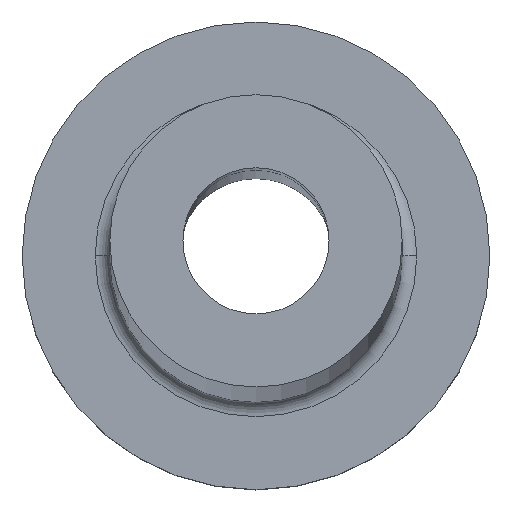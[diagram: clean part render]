
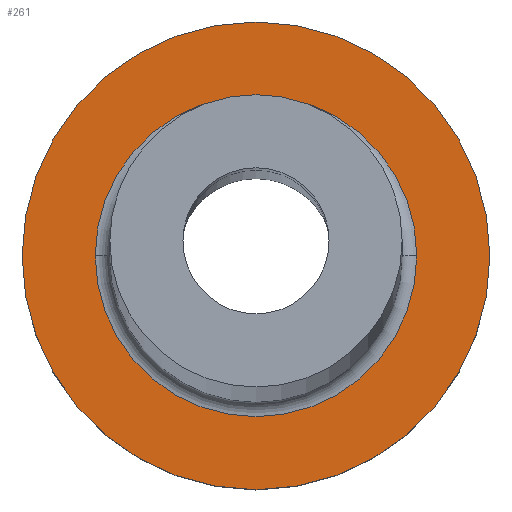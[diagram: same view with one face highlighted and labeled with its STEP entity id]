
A CAD part, top view. The second image highlights one B-rep face of the part: STEP entity #261.
In plain terms, the highlighted planar face has unit normal (0, 0, 1).
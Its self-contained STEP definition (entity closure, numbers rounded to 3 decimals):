
#13 = AXIS2_PLACEMENT_3D ( 'NONE', #280, #84, #206 ) ;
#19 = VERTEX_POINT ( 'NONE', #288 ) ;
#30 = VERTEX_POINT ( 'NONE', #402 ) ;
#52 = AXIS2_PLACEMENT_3D ( 'NONE', #71, #77, #271 ) ;
#63 = AXIS2_PLACEMENT_3D ( 'NONE', #287, #154, #241 ) ;
#71 = CARTESIAN_POINT ( 'NONE',  ( 0., 0., 5. ) ) ;
#72 = VERTEX_POINT ( 'NONE', #155 ) ;
#77 = DIRECTION ( 'NONE',  ( 0., 0., 1. ) ) ;
#82 = CARTESIAN_POINT ( 'NONE',  ( -5.5, 0., 5. ) ) ;
#84 = DIRECTION ( 'NONE',  ( 0., 0., -1. ) ) ;
#152 = EDGE_CURVE ( 'NONE', #422, #30, #366, .T. ) ;
#154 = DIRECTION ( 'NONE',  ( 0., 0., 1. ) ) ;
#155 = CARTESIAN_POINT ( 'NONE',  ( -8., 0., 5. ) ) ;
#169 = EDGE_CURVE ( 'NONE', #19, #72, #194, .T. ) ;
#194 = CIRCLE ( 'NONE', #63, 8. ) ;
#195 = EDGE_CURVE ( 'NONE', #72, #19, #454, .T. ) ;
#198 = FACE_BOUND ( 'NONE', #370, .T. ) ;
#206 = DIRECTION ( 'NONE',  ( 1., 0., 0. ) ) ;
#213 = ORIENTED_EDGE ( 'NONE', *, *, #152, .T. ) ;
#217 = AXIS2_PLACEMENT_3D ( 'NONE', #235, #375, #302 ) ;
#235 = CARTESIAN_POINT ( 'NONE',  ( 0., 0., 5. ) ) ;
#241 = DIRECTION ( 'NONE',  ( 1., 0., 0. ) ) ;
#252 = DIRECTION ( 'NONE',  ( 0., 0., 1. ) ) ;
#261 = ADVANCED_FACE ( 'NONE', ( #198, #403 ), #369, .T. ) ;
#271 = DIRECTION ( 'NONE',  ( 1., 0., 0. ) ) ;
#280 = CARTESIAN_POINT ( 'NONE',  ( 0., 0., 5. ) ) ;
#287 = CARTESIAN_POINT ( 'NONE',  ( 0., 0., 5. ) ) ;
#288 = CARTESIAN_POINT ( 'NONE',  ( 8., 0., 5. ) ) ;
#295 = ORIENTED_EDGE ( 'NONE', *, *, #195, .T. ) ;
#297 = ORIENTED_EDGE ( 'NONE', *, *, #169, .T. ) ;
#302 = DIRECTION ( 'NONE',  ( 1., 0., 0. ) ) ;
#332 = EDGE_LOOP ( 'NONE', ( #295, #297 ) ) ;
#352 = CIRCLE ( 'NONE', #13, 5.5 ) ;
#354 = ORIENTED_EDGE ( 'NONE', *, *, #406, .T. ) ;
#366 = CIRCLE ( 'NONE', #217, 5.5 ) ;
#369 = PLANE ( 'NONE',  #52 ) ;
#370 = EDGE_LOOP ( 'NONE', ( #354, #213 ) ) ;
#375 = DIRECTION ( 'NONE',  ( 0., 0., -1. ) ) ;
#402 = CARTESIAN_POINT ( 'NONE',  ( 5.5, 0., 5. ) ) ;
#403 = FACE_OUTER_BOUND ( 'NONE', #332, .T. ) ;
#406 = EDGE_CURVE ( 'NONE', #30, #422, #352, .T. ) ;
#413 = CARTESIAN_POINT ( 'NONE',  ( 0., 0., 5. ) ) ;
#415 = AXIS2_PLACEMENT_3D ( 'NONE', #413, #252, #446 ) ;
#422 = VERTEX_POINT ( 'NONE', #82 ) ;
#446 = DIRECTION ( 'NONE',  ( 1., 0., 0. ) ) ;
#454 = CIRCLE ( 'NONE', #415, 8. ) ;
